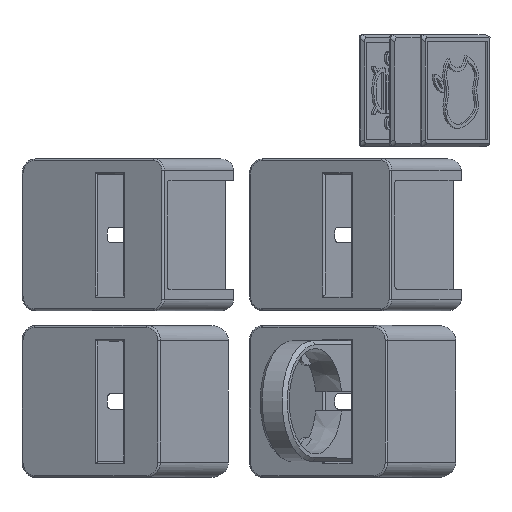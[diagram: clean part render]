
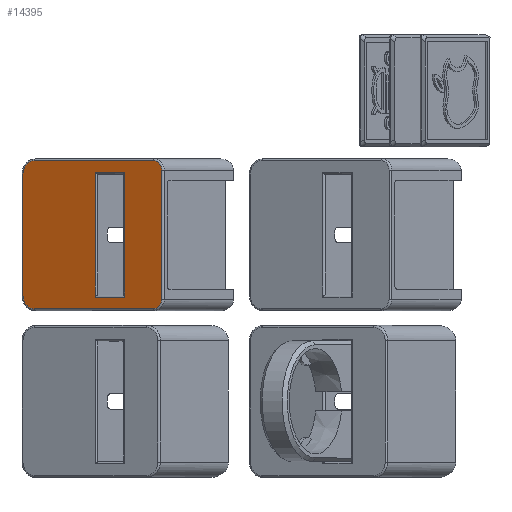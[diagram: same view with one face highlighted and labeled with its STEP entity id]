
A CAD part, top view. The second image highlights one B-rep face of the part: STEP entity #14395.
In plain terms, the highlighted planar face has unit normal (-0.5, 0, 0.866).
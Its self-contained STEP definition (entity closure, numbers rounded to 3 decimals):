
#145=FACE_BOUND('',#2708,.T.);
#1035=CIRCLE('',#15556,2.5);
#1040=CIRCLE('',#15563,2.5);
#1044=CIRCLE('',#15585,3.5);
#1045=CIRCLE('',#15587,3.5);
#1888=FACE_OUTER_BOUND('',#2707,.T.);
#2707=EDGE_LOOP('',(#12547,#12548,#12549,#12550,#12551,#12552,#12553,#12554));
#2708=EDGE_LOOP('',(#12555,#12556,#12557,#12558));
#3938=LINE('',#25017,#5294);
#3939=LINE('',#25021,#5295);
#3940=LINE('',#25025,#5296);
#3941=LINE('',#25028,#5297);
#3942=LINE('',#25034,#5298);
#3944=LINE('',#25043,#5300);
#3946=LINE('',#25056,#5302);
#3971=LINE('',#25271,#5327);
#5294=VECTOR('',#18672,10.);
#5295=VECTOR('',#18677,10.);
#5296=VECTOR('',#18682,10.);
#5297=VECTOR('',#18687,10.);
#5298=VECTOR('',#18692,10.);
#5300=VECTOR('',#18704,10.);
#5302=VECTOR('',#18720,10.);
#5327=VECTOR('',#18787,10.);
#6691=VERTEX_POINT('',#25014);
#6692=VERTEX_POINT('',#25016);
#6693=VERTEX_POINT('',#25020);
#6694=VERTEX_POINT('',#25024);
#6695=VERTEX_POINT('',#25030);
#6697=VERTEX_POINT('',#25033);
#6698=VERTEX_POINT('',#25038);
#6699=VERTEX_POINT('',#25042);
#6700=VERTEX_POINT('',#25046);
#6702=VERTEX_POINT('',#25052);
#6711=VERTEX_POINT('',#25266);
#6712=VERTEX_POINT('',#25270);
#8649=EDGE_CURVE('',#6691,#6692,#3938,.T.);
#8651=EDGE_CURVE('',#6692,#6693,#3939,.T.);
#8653=EDGE_CURVE('',#6693,#6694,#3940,.T.);
#8655=EDGE_CURVE('',#6694,#6691,#3941,.T.);
#8657=EDGE_CURVE('',#6695,#6697,#3942,.T.);
#8660=EDGE_CURVE('',#6697,#6698,#1035,.T.);
#8662=EDGE_CURVE('',#6698,#6699,#3944,.T.);
#8666=EDGE_CURVE('',#6699,#6700,#1040,.T.);
#8669=EDGE_CURVE('',#6700,#6702,#3946,.T.);
#8705=EDGE_CURVE('',#6711,#6695,#1044,.T.);
#8706=EDGE_CURVE('',#6712,#6711,#3971,.T.);
#8707=EDGE_CURVE('',#6702,#6712,#1045,.T.);
#12547=ORIENTED_EDGE('',*,*,#8706,.F.);
#12548=ORIENTED_EDGE('',*,*,#8707,.F.);
#12549=ORIENTED_EDGE('',*,*,#8669,.F.);
#12550=ORIENTED_EDGE('',*,*,#8666,.F.);
#12551=ORIENTED_EDGE('',*,*,#8662,.F.);
#12552=ORIENTED_EDGE('',*,*,#8660,.F.);
#12553=ORIENTED_EDGE('',*,*,#8657,.F.);
#12554=ORIENTED_EDGE('',*,*,#8705,.F.);
#12555=ORIENTED_EDGE('',*,*,#8655,.F.);
#12556=ORIENTED_EDGE('',*,*,#8653,.F.);
#12557=ORIENTED_EDGE('',*,*,#8651,.F.);
#12558=ORIENTED_EDGE('',*,*,#8649,.F.);
#13660=PLANE('',#15586);
#14395=ADVANCED_FACE('',(#1888,#145),#13660,.T.);
#15556=AXIS2_PLACEMENT_3D('',#25039,#18698,#18699);
#15563=AXIS2_PLACEMENT_3D('',#25050,#18713,#18714);
#15585=AXIS2_PLACEMENT_3D('',#25268,#18783,#18784);
#15586=AXIS2_PLACEMENT_3D('',#25269,#18785,#18786);
#15587=AXIS2_PLACEMENT_3D('',#25272,#18788,#18789);
#18672=DIRECTION('',(0.866,0.,0.5));
#18677=DIRECTION('',(0.,1.,0.));
#18682=DIRECTION('',(-0.866,0.,-0.5));
#18687=DIRECTION('',(0.,-1.,0.));
#18692=DIRECTION('',(0.866,0.,0.5));
#18698=DIRECTION('center_axis',(0.5,0.,-0.866));
#18699=DIRECTION('ref_axis',(0.612,0.707,0.354));
#18704=DIRECTION('',(0.,-1.,0.));
#18713=DIRECTION('center_axis',(0.5,0.,-0.866));
#18714=DIRECTION('ref_axis',(0.612,-0.707,0.354));
#18720=DIRECTION('',(-0.866,0.,-0.5));
#18783=DIRECTION('center_axis',(0.5,0.,-0.866));
#18784=DIRECTION('ref_axis',(-0.612,0.707,-0.354));
#18785=DIRECTION('center_axis',(-0.5,0.,0.866));
#18786=DIRECTION('ref_axis',(0.,-1.,0.));
#18787=DIRECTION('',(0.,1.,0.));
#18788=DIRECTION('center_axis',(0.5,0.,-0.866));
#18789=DIRECTION('ref_axis',(-0.612,-0.707,-0.354));
#25014=CARTESIAN_POINT('',(-40.513,79.582,-37.885));
#25016=CARTESIAN_POINT('',(-32.676,79.582,-33.36));
#25017=CARTESIAN_POINT('',(-33.022,79.582,-33.56));
#25020=CARTESIAN_POINT('',(-32.676,112.468,-33.36));
#25021=CARTESIAN_POINT('',(-32.676,76.725,-33.36));
#25024=CARTESIAN_POINT('',(-40.513,112.468,-37.885));
#25025=CARTESIAN_POINT('',(-33.022,112.468,-33.56));
#25028=CARTESIAN_POINT('',(-40.513,77.725,-37.885));
#25030=CARTESIAN_POINT('',(-56.535,115.55,-47.135));
#25033=CARTESIAN_POINT('',(-25.141,115.55,-29.01));
#25034=CARTESIAN_POINT('',(-32.936,115.55,-33.51));
#25038=CARTESIAN_POINT('',(-22.976,113.05,-27.76));
#25039=CARTESIAN_POINT('Origin',(-25.141,113.05,-29.01));
#25042=CARTESIAN_POINT('',(-22.976,79.,-27.76));
#25043=CARTESIAN_POINT('',(-22.976,76.725,-27.76));
#25046=CARTESIAN_POINT('',(-25.141,76.5,-29.01));
#25050=CARTESIAN_POINT('Origin',(-25.141,79.,-29.01));
#25052=CARTESIAN_POINT('',(-56.535,76.5,-47.135));
#25056=CARTESIAN_POINT('',(-32.936,76.5,-33.51));
#25266=CARTESIAN_POINT('',(-59.566,112.05,-48.885));
#25268=CARTESIAN_POINT('Origin',(-56.535,112.05,-47.135));
#25269=CARTESIAN_POINT('Origin',(-32.936,76.725,-33.51));
#25270=CARTESIAN_POINT('',(-59.566,80.,-48.885));
#25271=CARTESIAN_POINT('',(-59.566,74.362,-48.885));
#25272=CARTESIAN_POINT('Origin',(-56.535,80.,-47.135));
